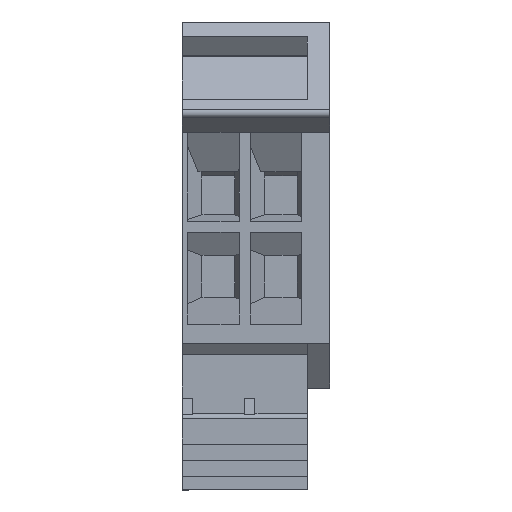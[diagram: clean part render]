
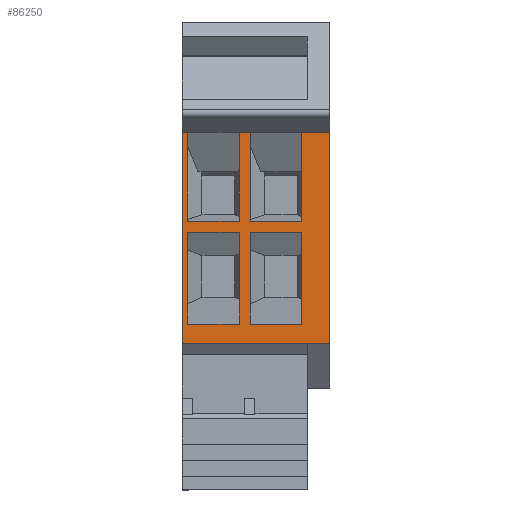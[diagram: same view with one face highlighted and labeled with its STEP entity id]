
A CAD part, front view. The second image highlights one B-rep face of the part: STEP entity #86250.
In plain terms, the highlighted planar face has unit normal (0, -1, 0).
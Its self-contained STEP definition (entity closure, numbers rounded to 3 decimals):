
#5570=CARTESIAN_POINT('',(0.,2.817,
33.575));
#5580=VERTEX_POINT('',#5570);
#5610=CARTESIAN_POINT('',(0.,2.817,
25.95));
#5620=DIRECTION('',(0.,0.,-1.));
#5630=VECTOR('',#5620,1.);
#5640=LINE('',#5610,#5630);
#5650=CARTESIAN_POINT('',(0.,2.817,
12.839));
#5660=VERTEX_POINT('',#5650);
#5670=EDGE_CURVE('',#5580,#5660,#5640,.T.);
#81080=CARTESIAN_POINT('',(14.5,2.817,
33.575));
#81090=VERTEX_POINT('',#81080);
#81120=CARTESIAN_POINT('',(12.3,2.817,33.575));
#81130=DIRECTION('',(-1.,0.,0.));
#81140=VECTOR('',#81130,1.);
#81150=LINE('',#81120,#81140);
#81160=CARTESIAN_POINT('',(11.75,2.817,33.575));
#81170=VERTEX_POINT('',#81160);
#81180=EDGE_CURVE('',#81090,#81170,#81150,.T.);
#81240=CARTESIAN_POINT('',(6.7,2.817,33.575));
#81250=VERTEX_POINT('',#81240);
#81280=CARTESIAN_POINT('',(6.15,2.817,33.575));
#81290=DIRECTION('',(-1.,0.,0.));
#81300=VECTOR('',#81290,1.);
#81310=LINE('',#81280,#81300);
#81320=CARTESIAN_POINT('',(5.6,2.817,33.575));
#81330=VERTEX_POINT('',#81320);
#81340=EDGE_CURVE('',#81250,#81330,#81310,.T.);
#81400=CARTESIAN_POINT('',(0.55,2.817,33.575));
#81410=VERTEX_POINT('',#81400);
#81440=EDGE_CURVE('',#81410,#5580,#81310,.T.);
#84350=CARTESIAN_POINT('',(0.55,2.817,24.854));
#84360=VERTEX_POINT('',#84350);
#84510=CARTESIAN_POINT('',(5.6,2.817,24.854));
#84520=VERTEX_POINT('',#84510);
#84550=CARTESIAN_POINT('',(0.,2.817,
24.854));
#84560=DIRECTION('',(-1.,0.,0.));
#84570=VECTOR('',#84560,1.);
#84580=LINE('',#84550,#84570);
#84590=EDGE_CURVE('',#84520,#84360,#84580,.T.);
#84690=CARTESIAN_POINT('',(5.6,2.817,25.95));
#84700=DIRECTION('',(0.,0.,1.));
#84710=VECTOR('',#84700,1.);
#84720=LINE('',#84690,#84710);
#84730=EDGE_CURVE('',#84520,#81330,#84720,.T.);
#84860=CARTESIAN_POINT('',(0.,2.817,
33.286));
#84870=DIRECTION('',(0.,1.,0.));
#84880=DIRECTION('',(0.,0.,1.));
#84890=AXIS2_PLACEMENT_3D('',#84860,#84870,#84880);
#84900=PLANE('',#84890);
#84910=CARTESIAN_POINT('',(0.,2.817,
14.774));
#84920=DIRECTION('',(-1.,0.,0.));
#84930=VECTOR('',#84920,1.);
#84940=LINE('',#84910,#84930);
#84950=CARTESIAN_POINT('',(5.6,2.817,14.774));
#84960=VERTEX_POINT('',#84950);
#84970=CARTESIAN_POINT('',(0.55,2.817,14.774));
#84980=VERTEX_POINT('',#84970);
#84990=EDGE_CURVE('',#84960,#84980,#84940,.T.);
#85000=ORIENTED_EDGE('',*,*,#84990,.T.);
#85010=CARTESIAN_POINT('',(5.6,2.817,25.95));
#85020=DIRECTION('',(0.,0.,1.));
#85030=VECTOR('',#85020,1.);
#85040=LINE('',#85010,#85030);
#85050=CARTESIAN_POINT('',(5.6,2.817,23.763));
#85060=VERTEX_POINT('',#85050);
#85070=EDGE_CURVE('',#84960,#85060,#85040,.T.);
#85080=ORIENTED_EDGE('',*,*,#85070,.F.);
#85090=CARTESIAN_POINT('',(0.,2.817,
23.763));
#85100=DIRECTION('',(1.,0.,0.));
#85110=VECTOR('',#85100,1.);
#85120=LINE('',#85090,#85110);
#85130=CARTESIAN_POINT('',(0.55,2.817,23.763));
#85140=VERTEX_POINT('',#85130);
#85150=EDGE_CURVE('',#85140,#85060,#85120,.T.);
#85160=ORIENTED_EDGE('',*,*,#85150,.T.);
#85170=CARTESIAN_POINT('',(0.55,2.817,25.95));
#85180=DIRECTION('',(0.,0.,-1.));
#85190=VECTOR('',#85180,1.);
#85200=LINE('',#85170,#85190);
#85210=EDGE_CURVE('',#85140,#84980,#85200,.T.);
#85220=ORIENTED_EDGE('',*,*,#85210,.F.);
#85230=EDGE_LOOP('',(#85220,#85160,#85080,#85000));
#85240=FACE_BOUND('',#85230,.T.);
#85250=CARTESIAN_POINT('',(6.15,2.817,14.774));
#85260=DIRECTION('',(-1.,0.,0.));
#85270=VECTOR('',#85260,1.);
#85280=LINE('',#85250,#85270);
#85290=CARTESIAN_POINT('',(11.75,2.817,14.774));
#85300=VERTEX_POINT('',#85290);
#85310=CARTESIAN_POINT('',(6.7,2.817,14.774));
#85320=VERTEX_POINT('',#85310);
#85330=EDGE_CURVE('',#85300,#85320,#85280,.T.);
#85340=ORIENTED_EDGE('',*,*,#85330,.T.);
#85350=CARTESIAN_POINT('',(11.75,2.817,25.95));
#85360=DIRECTION('',(0.,0.,1.));
#85370=VECTOR('',#85360,1.);
#85380=LINE('',#85350,#85370);
#85390=CARTESIAN_POINT('',(11.75,2.817,23.763));
#85400=VERTEX_POINT('',#85390);
#85410=EDGE_CURVE('',#85300,#85400,#85380,.T.);
#85420=ORIENTED_EDGE('',*,*,#85410,.F.);
#85430=CARTESIAN_POINT('',(6.15,2.817,23.763));
#85440=DIRECTION('',(1.,0.,0.));
#85450=VECTOR('',#85440,1.);
#85460=LINE('',#85430,#85450);
#85470=CARTESIAN_POINT('',(6.7,2.817,23.763));
#85480=VERTEX_POINT('',#85470);
#85490=EDGE_CURVE('',#85480,#85400,#85460,.T.);
#85500=ORIENTED_EDGE('',*,*,#85490,.T.);
#85510=CARTESIAN_POINT('',(6.7,2.817,25.95));
#85520=DIRECTION('',(0.,0.,-1.));
#85530=VECTOR('',#85520,1.);
#85540=LINE('',#85510,#85530);
#85550=EDGE_CURVE('',#85480,#85320,#85540,.T.);
#85560=ORIENTED_EDGE('',*,*,#85550,.F.);
#85570=EDGE_LOOP('',(#85560,#85500,#85420,#85340));
#85580=FACE_BOUND('',#85570,.T.);
#85590=CARTESIAN_POINT('',(6.7,2.817,25.95));
#85600=DIRECTION('',(0.,0.,1.));
#85610=VECTOR('',#85600,1.);
#85620=LINE('',#85590,#85610);
#85630=CARTESIAN_POINT('',(6.7,2.817,24.854));
#85640=VERTEX_POINT('',#85630);
#85650=EDGE_CURVE('',#85640,#81250,#85620,.T.);
#85660=ORIENTED_EDGE('',*,*,#85650,.T.);
#85670=CARTESIAN_POINT('',(6.15,2.817,24.854));
#85680=DIRECTION('',(-1.,0.,0.));
#85690=VECTOR('',#85680,1.);
#85700=LINE('',#85670,#85690);
#85710=CARTESIAN_POINT('',(11.75,2.817,24.854));
#85720=VERTEX_POINT('',#85710);
#85730=EDGE_CURVE('',#85720,#85640,#85700,.T.);
#85740=ORIENTED_EDGE('',*,*,#85730,.T.);
#85750=CARTESIAN_POINT('',(11.75,2.817,25.95));
#85760=DIRECTION('',(0.,0.,1.));
#85770=VECTOR('',#85760,1.);
#85780=LINE('',#85750,#85770);
#85790=EDGE_CURVE('',#85720,#81170,#85780,.T.);
#85800=ORIENTED_EDGE('',*,*,#85790,.F.);
#85810=ORIENTED_EDGE('',*,*,#81180,.T.);
#85820=CARTESIAN_POINT('',(14.5,2.817,
25.95));
#85830=DIRECTION('',(0.,0.,1.));
#85840=VECTOR('',#85830,1.);
#85850=LINE('',#85820,#85840);
#85860=CARTESIAN_POINT('',(14.5,2.817,
12.85));
#85870=VERTEX_POINT('',#85860);
#85880=EDGE_CURVE('',#85870,#81090,#85850,.T.);
#85890=ORIENTED_EDGE('',*,*,#85880,.T.);
#85900=CARTESIAN_POINT('',(14.5,2.817,
12.85));
#85910=DIRECTION('',(-1.,0.,0.));
#85920=VECTOR('',#85910,1.);
#85930=LINE('',#85900,#85920);
#85940=CARTESIAN_POINT('',(12.3,2.817,12.85));
#85950=VERTEX_POINT('',#85940);
#85960=EDGE_CURVE('',#85870,#85950,#85930,.T.);
#85970=ORIENTED_EDGE('',*,*,#85960,.F.);
#85980=CARTESIAN_POINT('',(12.3,2.817,25.95));
#85990=DIRECTION('',(0.,0.,-1.));
#86000=VECTOR('',#85990,1.);
#86010=LINE('',#85980,#86000);
#86020=CARTESIAN_POINT('',(12.3,2.817,12.839));
#86030=VERTEX_POINT('',#86020);
#86040=EDGE_CURVE('',#85950,#86030,#86010,.T.);
#86050=ORIENTED_EDGE('',*,*,#86040,.F.);
#86060=CARTESIAN_POINT('',(0.,2.817,
12.839));
#86070=DIRECTION('',(-1.,0.,0.));
#86080=VECTOR('',#86070,1.);
#86090=LINE('',#86060,#86080);
#86100=EDGE_CURVE('',#86030,#5660,#86090,.T.);
#86110=ORIENTED_EDGE('',*,*,#86100,.F.);
#86120=ORIENTED_EDGE('',*,*,#5670,.T.);
#86130=ORIENTED_EDGE('',*,*,#81440,.T.);
#86140=CARTESIAN_POINT('',(0.55,2.817,25.95));
#86150=DIRECTION('',(0.,0.,1.));
#86160=VECTOR('',#86150,1.);
#86170=LINE('',#86140,#86160);
#86180=EDGE_CURVE('',#84360,#81410,#86170,.T.);
#86190=ORIENTED_EDGE('',*,*,#86180,.T.);
#86200=ORIENTED_EDGE('',*,*,#84590,.T.);
#86210=ORIENTED_EDGE('',*,*,#84730,.F.);
#86220=ORIENTED_EDGE('',*,*,#81340,.T.);
#86230=EDGE_LOOP('',(#86220,#86210,#86200,#86190,#86130,#86120,#86110,
#86050,#85970,#85890,#85810,#85800,#85740,#85660));
#86240=FACE_OUTER_BOUND('',#86230,.T.);
#86250=ADVANCED_FACE('',(#85240,#85580,#86240),#84900,.F.);
